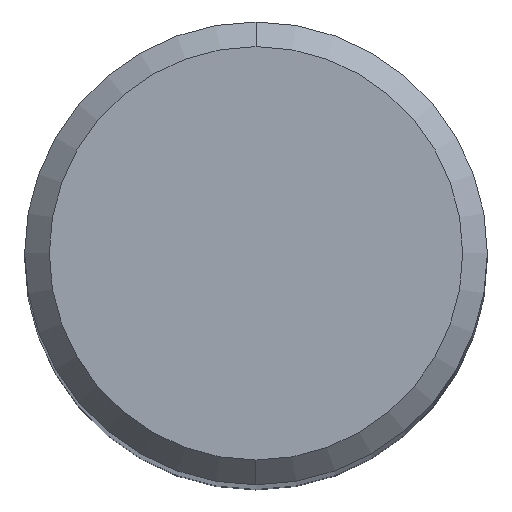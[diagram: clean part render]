
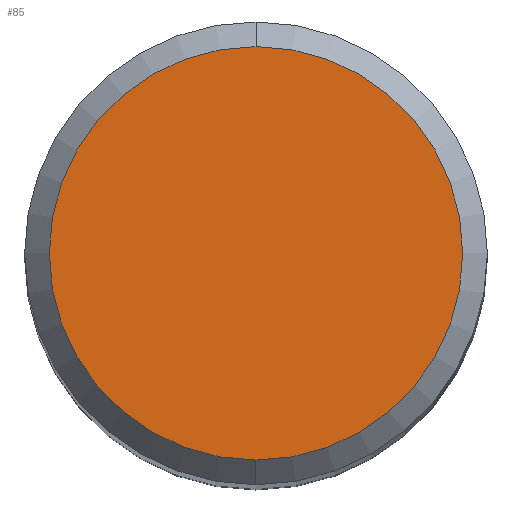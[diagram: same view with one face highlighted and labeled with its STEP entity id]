
A CAD part, top view. The second image highlights one B-rep face of the part: STEP entity #85.
In plain terms, the highlighted planar face has unit normal (0, 0, 1).
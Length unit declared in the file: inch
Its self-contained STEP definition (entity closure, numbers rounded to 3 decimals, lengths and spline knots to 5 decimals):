
#85 = ADVANCED_FACE ( 'NONE', ( #416 ), #293, .F. ) ;
#95 = EDGE_LOOP ( 'NONE', ( #399, #400 ) ) ;
#107 = AXIS2_PLACEMENT_3D ( 'NONE', #304, #117, #119 ) ;
#111 = EDGE_CURVE ( 'NONE', #380, #157, #310, .T. ) ;
#117 = DIRECTION ( 'NONE',  ( 0., 0., -1. ) ) ;
#119 = DIRECTION ( 'NONE',  ( 0., 1., 0. ) ) ;
#140 = CARTESIAN_POINT ( 'NONE',  ( 0., 0., 0. ) ) ;
#150 = CARTESIAN_POINT ( 'NONE',  ( 0., 0.1675, 0. ) ) ;
#156 = AXIS2_PLACEMENT_3D ( 'NONE', #274, #364, #334 ) ;
#157 = VERTEX_POINT ( 'NONE', #150 ) ;
#179 = DIRECTION ( 'NONE',  ( 0., -1., 0. ) ) ;
#258 = CIRCLE ( 'NONE', #290, 0.1675 ) ;
#274 = CARTESIAN_POINT ( 'NONE',  ( 0., 0., 0. ) ) ;
#290 = AXIS2_PLACEMENT_3D ( 'NONE', #140, #415, #179 ) ;
#293 = PLANE ( 'NONE',  #107 ) ;
#304 = CARTESIAN_POINT ( 'NONE',  ( 0., 0.1675, 0. ) ) ;
#310 = CIRCLE ( 'NONE', #156, 0.1675 ) ;
#334 = DIRECTION ( 'NONE',  ( 0., -1., 0. ) ) ;
#364 = DIRECTION ( 'NONE',  ( 0., 0., 1. ) ) ;
#373 = CARTESIAN_POINT ( 'NONE',  ( 0., -0.1675, 0. ) ) ;
#379 = EDGE_CURVE ( 'NONE', #157, #380, #258, .T. ) ;
#380 = VERTEX_POINT ( 'NONE', #373 ) ;
#399 = ORIENTED_EDGE ( 'NONE', *, *, #379, .T. ) ;
#400 = ORIENTED_EDGE ( 'NONE', *, *, #111, .T. ) ;
#415 = DIRECTION ( 'NONE',  ( 0., 0., 1. ) ) ;
#416 = FACE_OUTER_BOUND ( 'NONE', #95, .T. ) ;
